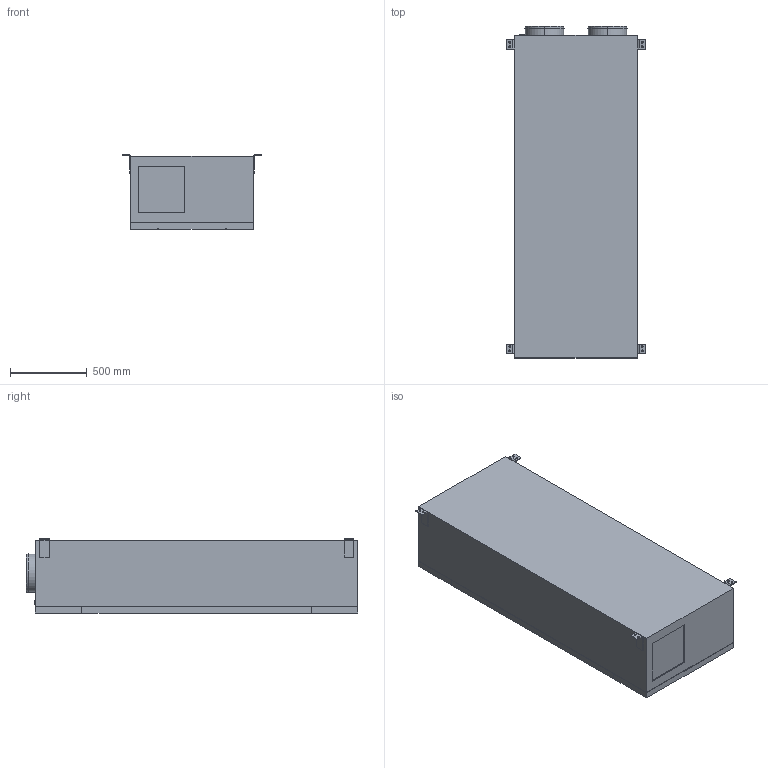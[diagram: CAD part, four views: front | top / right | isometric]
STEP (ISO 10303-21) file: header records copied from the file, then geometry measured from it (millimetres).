
FILE_DESCRIPTION(('Creo Elements/Direct Modeling STEP Export'),'2;1');
FILE_NAME('X600-900FR-G-E-SO-K.stp','2020-04-27T10:25:13',(''),(''),'PTC Creo Elements/Direct Modeling STEP processor for AP214 (Solid Model)','PTC Creo Elements/Direct Modeling 19.0C 15-Aug-2015 (C) Parametric Technology GmbH','');
FILE_SCHEMA(('AUTOMOTIVE_DESIGN { 1 0 10303 214 1 1 1 1 }'));
Length unit declared in the file: millimetre
Products named in the file (2): X600-900FR-G-E-SO-K
Assembly tree (1 placements, depth 2):
  X600-900FR-G-E-SO-K
    X600-900FR-G-E-SO-K
Bounding box: 911 x 2160 x 482 mm (x, y, z)
Volume: 795365546.1 mm3; surface area: 6379290.1 mm2
Topology: 1 solids, 1 shells, 233 faces, 602 edges, 412 vertices
Faces by surface type: plane 111, cylinder 106, torus 16
Entity records: 6633 total; most frequent: ORIENTED_EDGE 1204, CARTESIAN_POINT 1077, DIRECTION 1024, EDGE_CURVE 602, VERTEX_POINT 412, AXIS2_PLACEMENT_3D 359, VECTOR 306, LINE 306
